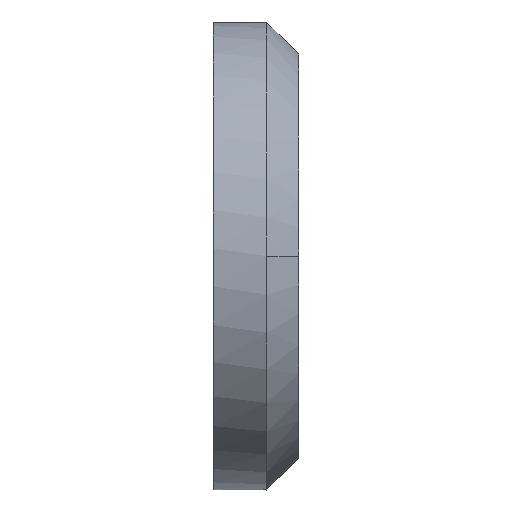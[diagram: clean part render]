
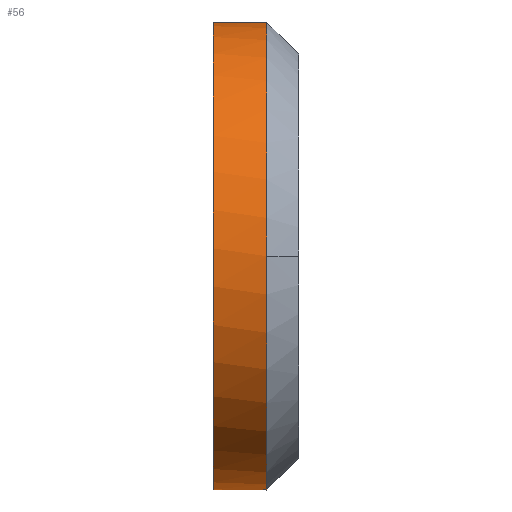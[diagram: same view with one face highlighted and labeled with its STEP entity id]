
A CAD part, left-side view. The second image highlights one B-rep face of the part: STEP entity #56.
In plain terms, the highlighted free-form (B-spline) face has degree [2, 1] with [9, 2] control points.
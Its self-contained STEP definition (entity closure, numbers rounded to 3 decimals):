
#56=ADVANCED_FACE('',(#166),#1906,.T.);
#166=FACE_OUTER_BOUND('',#279,.T.);
#279=EDGE_LOOP('',(#557,#558,#559,#560,#561));
#557=ORIENTED_EDGE('',*,*,#1106,.T.);
#558=ORIENTED_EDGE('',*,*,#1107,.T.);
#559=ORIENTED_EDGE('',*,*,#1030,.F.);
#560=ORIENTED_EDGE('',*,*,#1108,.T.);
#561=ORIENTED_EDGE('',*,*,#1109,.T.);
#1030=EDGE_CURVE('',#1660,#1661,#1534,.T.);
#1106=EDGE_CURVE('',#1757,#1758,#1551,.T.);
#1107=EDGE_CURVE('',#1758,#1661,#1386,.T.);
#1108=EDGE_CURVE('',#1660,#1759,#1552,.T.);
#1109=EDGE_CURVE('',#1759,#1757,#1387,.T.);
#1386=B_SPLINE_CURVE_WITH_KNOTS('',1,(#3534,#3535),.UNSPECIFIED.,.F.,.F.,
(2,2),(0.,2.5),.UNSPECIFIED.);
#1387=B_SPLINE_CURVE_WITH_KNOTS('',1,(#3541,#3542),.UNSPECIFIED.,.F.,.F.,
(2,2),(0.,2.5),.UNSPECIFIED.);
#1534=(
BOUNDED_CURVE()
B_SPLINE_CURVE(2,(#3322,#3323,#3324,#3325,#3326),.UNSPECIFIED.,.F.,.F.)
B_SPLINE_CURVE_WITH_KNOTS((3,2,3),(-22.615,-11.308,
0.),.UNSPECIFIED.)
CURVE()
GEOMETRIC_REPRESENTATION_ITEM()
RATIONAL_B_SPLINE_CURVE((1.,0.871,1.,0.871,1.))
REPRESENTATION_ITEM('')
);
#1551=(
BOUNDED_CURVE()
B_SPLINE_CURVE(2,(#3525,#3526,#3527,#3528,#3529,#3530,#3531,#3532,#3533),
 .UNSPECIFIED.,.F.,.F.)
B_SPLINE_CURVE_WITH_KNOTS((3,2,2,2,3),(-45.23,-33.923,
-22.615,-11.308,0.),.UNSPECIFIED.)
CURVE()
GEOMETRIC_REPRESENTATION_ITEM()
RATIONAL_B_SPLINE_CURVE((1.,0.871,1.,0.871,1.,0.871,
1.,0.871,1.))
REPRESENTATION_ITEM('')
);
#1552=(
BOUNDED_CURVE()
B_SPLINE_CURVE(2,(#3536,#3537,#3538,#3539,#3540),.UNSPECIFIED.,.F.,.F.)
B_SPLINE_CURVE_WITH_KNOTS((3,2,3),(0.,11.308,22.615),
 .UNSPECIFIED.)
CURVE()
GEOMETRIC_REPRESENTATION_ITEM()
RATIONAL_B_SPLINE_CURVE((1.,0.871,1.,0.871,1.))
REPRESENTATION_ITEM('')
);
#1660=VERTEX_POINT('',#3060);
#1661=VERTEX_POINT('',#3061);
#1757=VERTEX_POINT('',#3157);
#1758=VERTEX_POINT('',#3158);
#1759=VERTEX_POINT('',#3159);
#1906=(
BOUNDED_SURFACE()
B_SPLINE_SURFACE(2,1,((#2327,#2328),(#2329,#2330),(#2331,#2332),(#2333,
#2334),(#2335,#2336),(#2337,#2338),(#2339,#2340),(#2341,#2342),(#2343,#2344)),
 .UNSPECIFIED.,.T.,.F.,.F.)
B_SPLINE_SURFACE_WITH_KNOTS((3,2,2,2,3),(2,2),(0.,1.571,3.142,
4.712,6.283),(0.,3.002),.UNSPECIFIED.)
GEOMETRIC_REPRESENTATION_ITEM()
RATIONAL_B_SPLINE_SURFACE(((1.,1.),(0.707,0.707),
(1.,1.),(0.707,0.707),(1.,1.),(0.707,
0.707),(1.,1.),(0.707,0.707),(1.,1.)))
REPRESENTATION_ITEM('')
SURFACE()
);
#2327=CARTESIAN_POINT('',(-3.599,28.426,-87.896));
#2328=CARTESIAN_POINT('',(-3.599,25.424,-87.896));
#2329=CARTESIAN_POINT('',(-3.599,28.426,-76.896));
#2330=CARTESIAN_POINT('',(-3.599,25.424,-76.896));
#2331=CARTESIAN_POINT('',(-14.599,28.426,-76.896));
#2332=CARTESIAN_POINT('',(-14.599,25.424,-76.896));
#2333=CARTESIAN_POINT('',(-25.599,28.426,-76.896));
#2334=CARTESIAN_POINT('',(-25.599,25.424,-76.896));
#2335=CARTESIAN_POINT('',(-25.599,28.426,-87.896));
#2336=CARTESIAN_POINT('',(-25.599,25.424,-87.896));
#2337=CARTESIAN_POINT('',(-25.599,28.426,-98.896));
#2338=CARTESIAN_POINT('',(-25.599,25.424,-98.896));
#2339=CARTESIAN_POINT('',(-14.599,28.426,-98.896));
#2340=CARTESIAN_POINT('',(-14.599,25.424,-98.896));
#2341=CARTESIAN_POINT('',(-3.599,28.426,-98.896));
#2342=CARTESIAN_POINT('',(-3.599,25.424,-98.896));
#2343=CARTESIAN_POINT('',(-3.599,28.426,-87.896));
#2344=CARTESIAN_POINT('',(-3.599,25.424,-87.896));
#3060=CARTESIAN_POINT('',(-25.599,25.675,-87.896));
#3061=CARTESIAN_POINT('',(-9.469,25.675,-97.627));
#3157=CARTESIAN_POINT('',(-9.469,28.175,-78.166));
#3158=CARTESIAN_POINT('',(-9.469,28.175,-97.627));
#3159=CARTESIAN_POINT('',(-9.469,25.675,-78.166));
#3322=CARTESIAN_POINT('',(-25.599,25.675,-87.896));
#3323=CARTESIAN_POINT('',(-25.599,25.675,-94.107));
#3324=CARTESIAN_POINT('',(-20.281,25.675,-97.315));
#3325=CARTESIAN_POINT('',(-14.963,25.675,-100.523));
#3326=CARTESIAN_POINT('',(-9.469,25.675,-97.627));
#3525=CARTESIAN_POINT('',(-9.469,28.175,-78.166));
#3526=CARTESIAN_POINT('',(-14.963,28.175,-75.269));
#3527=CARTESIAN_POINT('',(-20.281,28.175,-78.478));
#3528=CARTESIAN_POINT('',(-25.599,28.175,-81.686));
#3529=CARTESIAN_POINT('',(-25.599,28.175,-87.896));
#3530=CARTESIAN_POINT('',(-25.599,28.175,-94.107));
#3531=CARTESIAN_POINT('',(-20.281,28.175,-97.315));
#3532=CARTESIAN_POINT('',(-14.963,28.175,-100.523));
#3533=CARTESIAN_POINT('',(-9.469,28.175,-97.627));
#3534=CARTESIAN_POINT('',(-9.469,28.175,-97.627));
#3535=CARTESIAN_POINT('',(-9.469,25.675,-97.627));
#3536=CARTESIAN_POINT('',(-25.599,25.675,-87.896));
#3537=CARTESIAN_POINT('',(-25.599,25.675,-81.686));
#3538=CARTESIAN_POINT('',(-20.281,25.675,-78.478));
#3539=CARTESIAN_POINT('',(-14.963,25.675,-75.269));
#3540=CARTESIAN_POINT('',(-9.469,25.675,-78.166));
#3541=CARTESIAN_POINT('',(-9.469,25.675,-78.166));
#3542=CARTESIAN_POINT('',(-9.469,28.175,-78.166));
